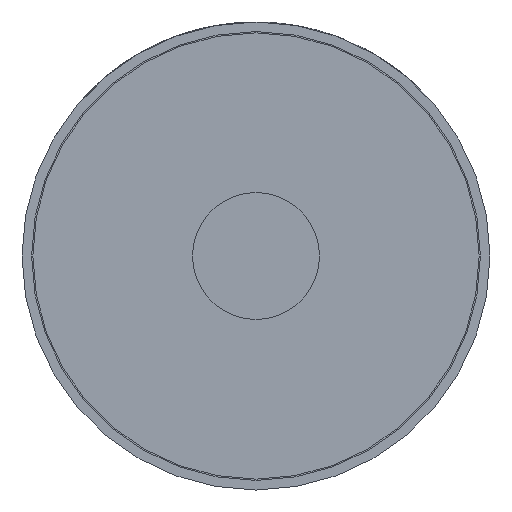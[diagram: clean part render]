
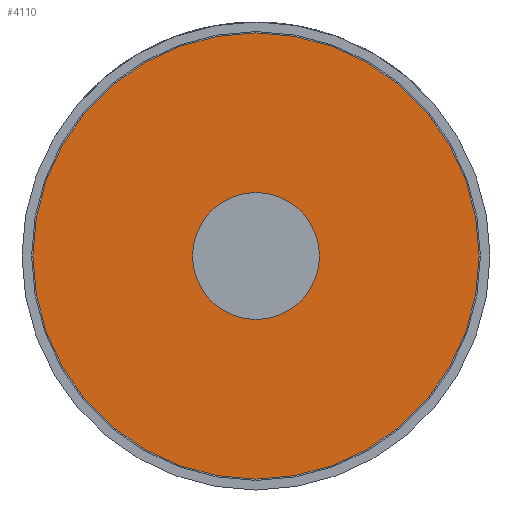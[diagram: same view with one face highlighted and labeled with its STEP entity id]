
A CAD part, front view. The second image highlights one B-rep face of the part: STEP entity #4110.
In plain terms, the highlighted planar face has unit normal (0, -1, 0).
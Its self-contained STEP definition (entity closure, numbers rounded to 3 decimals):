
#153 = DIRECTION ( 'NONE',  ( 0., 0., -1. ) ) ;
#214 = DIRECTION ( 'NONE',  ( 0., 0., -1. ) ) ;
#431 = AXIS2_PLACEMENT_3D ( 'NONE', #2042, #2067, #214 ) ;
#651 = DIRECTION ( 'NONE',  ( 0., 0., -1. ) ) ;
#808 = CARTESIAN_POINT ( 'NONE',  ( 0.037, 0.053, -1.74 ) ) ;
#896 = CIRCLE ( 'NONE', #431, 1.74 ) ;
#897 = DIRECTION ( 'NONE',  ( 0., -1., 0. ) ) ;
#907 = EDGE_LOOP ( 'NONE', ( #3693, #1975 ) ) ;
#935 = ORIENTED_EDGE ( 'NONE', *, *, #3915, .T. ) ;
#1042 = CIRCLE ( 'NONE', #2278, 0.495 ) ;
#1079 = CARTESIAN_POINT ( 'NONE',  ( 0.037, 0.053, 0. ) ) ;
#1233 = CARTESIAN_POINT ( 'NONE',  ( 0.037, 0.053, 1.74 ) ) ;
#1455 = DIRECTION ( 'NONE',  ( 0., 1., 0. ) ) ;
#1490 = AXIS2_PLACEMENT_3D ( 'NONE', #3853, #2761, #2345 ) ;
#1648 = FACE_BOUND ( 'NONE', #3160, .T. ) ;
#1786 = CARTESIAN_POINT ( 'NONE',  ( 0.037, 0.053, 0. ) ) ;
#1803 = DIRECTION ( 'NONE',  ( 0., 1., 0. ) ) ;
#1843 = EDGE_CURVE ( 'NONE', #2636, #2071, #896, .T. ) ;
#1975 = ORIENTED_EDGE ( 'NONE', *, *, #1843, .T. ) ;
#1988 = FACE_OUTER_BOUND ( 'NONE', #907, .T. ) ;
#2042 = CARTESIAN_POINT ( 'NONE',  ( 0.037, 0.053, 0. ) ) ;
#2067 = DIRECTION ( 'NONE',  ( 0., -1., 0. ) ) ;
#2071 = VERTEX_POINT ( 'NONE', #808 ) ;
#2074 = VERTEX_POINT ( 'NONE', #4514 ) ;
#2108 = PLANE ( 'NONE',  #2502 ) ;
#2278 = AXIS2_PLACEMENT_3D ( 'NONE', #1786, #1455, #2921 ) ;
#2345 = DIRECTION ( 'NONE',  ( 0., 0., -1. ) ) ;
#2347 = VERTEX_POINT ( 'NONE', #3151 ) ;
#2502 = AXIS2_PLACEMENT_3D ( 'NONE', #3848, #897, #153 ) ;
#2636 = VERTEX_POINT ( 'NONE', #1233 ) ;
#2761 = DIRECTION ( 'NONE',  ( 0., -1., 0. ) ) ;
#2921 = DIRECTION ( 'NONE',  ( 0., 0., -1. ) ) ;
#2984 = AXIS2_PLACEMENT_3D ( 'NONE', #1079, #1803, #651 ) ;
#3151 = CARTESIAN_POINT ( 'NONE',  ( 0.037, 0.053, -0.495 ) ) ;
#3160 = EDGE_LOOP ( 'NONE', ( #935, #4062 ) ) ;
#3450 = EDGE_CURVE ( 'NONE', #2347, #2074, #1042, .T. ) ;
#3653 = CIRCLE ( 'NONE', #1490, 1.74 ) ;
#3693 = ORIENTED_EDGE ( 'NONE', *, *, #4784, .T. ) ;
#3848 = CARTESIAN_POINT ( 'NONE',  ( 0.037, 0.053, 0. ) ) ;
#3853 = CARTESIAN_POINT ( 'NONE',  ( 0.037, 0.053, 0. ) ) ;
#3915 = EDGE_CURVE ( 'NONE', #2074, #2347, #3991, .T. ) ;
#3991 = CIRCLE ( 'NONE', #2984, 0.495 ) ;
#4062 = ORIENTED_EDGE ( 'NONE', *, *, #3450, .T. ) ;
#4110 = ADVANCED_FACE ( 'Defeature ausgef�hrt1_4', ( #1648, #1988 ), #2108, .T. ) ;
#4514 = CARTESIAN_POINT ( 'NONE',  ( 0.037, 0.053, 0.495 ) ) ;
#4784 = EDGE_CURVE ( 'NONE', #2071, #2636, #3653, .T. ) ;
